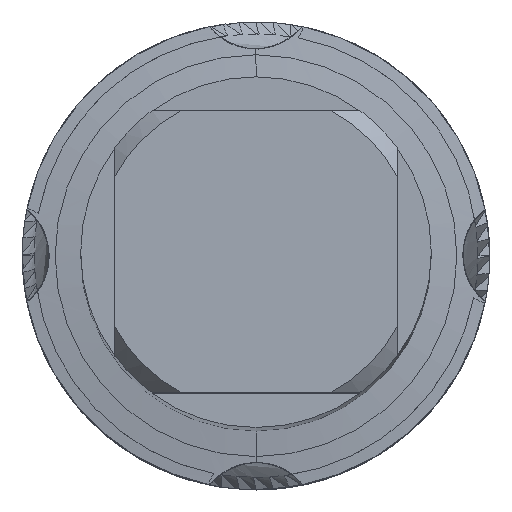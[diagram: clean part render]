
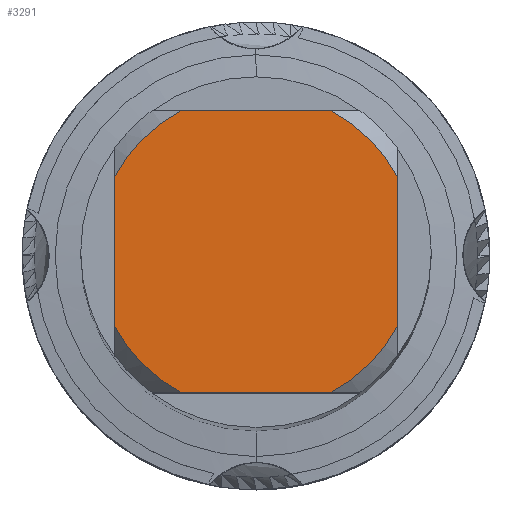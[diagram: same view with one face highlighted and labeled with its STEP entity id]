
A CAD part, top view. The second image highlights one B-rep face of the part: STEP entity #3291.
In plain terms, the highlighted planar face has unit normal (0, 0, 1).
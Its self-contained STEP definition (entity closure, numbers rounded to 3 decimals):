
#3291=ADVANCED_FACE('',(#9245),#9246,.T.);
#3411=EDGE_CURVE('',#5897,#5031,#9377,.T.);
#3503=VERTEX_POINT('',#9475);
#4003=VERTEX_POINT('',#10021);
#4227=EDGE_CURVE('',#4825,#4683,#10263,.T.);
#4683=VERTEX_POINT('',#10751);
#4825=VERTEX_POINT('',#10905);
#5031=VERTEX_POINT('',#11124);
#5277=EDGE_CURVE('',#4003,#5031,#11385,.T.);
#5797=EDGE_CURVE('',#7075,#3503,#11961,.T.);
#5897=VERTEX_POINT('',#12073);
#6033=EDGE_CURVE('',#7075,#8269,#12225,.T.);
#7045=EDGE_CURVE('',#4003,#8269,#13333,.T.);
#7075=VERTEX_POINT('',#13367);
#7295=EDGE_CURVE('',#5897,#4683,#13600,.T.);
#8269=VERTEX_POINT('',#14667);
#8375=EDGE_CURVE('',#4825,#3503,#14784,.T.);
#9245=FACE_OUTER_BOUND('',#16124,.T.);
#9246=PLANE('',#16125);
#9377=CIRCLE('',#16516,8.2);
#9475=CARTESIAN_POINT('',(7.25,3.831,0.0));
#10021=CARTESIAN_POINT('',(-7.25,3.831,0.0));
#10263=CIRCLE('',#19016,8.2);
#10751=CARTESIAN_POINT('',(3.831,-7.25,0.0));
#10905=CARTESIAN_POINT('',(7.25,-3.831,0.0));
#11124=CARTESIAN_POINT('',(-7.25,-3.831,0.0));
#11385=LINE('',#22071,#22072);
#11961=CIRCLE('',#23654,8.2);
#12073=CARTESIAN_POINT('',(-3.831,-7.25,0.0));
#12225=LINE('',#24625,#24626);
#13333=CIRCLE('',#27306,8.2);
#13367=CARTESIAN_POINT('',(3.831,7.25,0.0));
#13600=LINE('',#28016,#28017);
#14667=CARTESIAN_POINT('',(-3.831,7.25,0.0));
#14784=LINE('',#30984,#30985);
#16124=EDGE_LOOP('',(#32721,#32722,#32723,#32724,#32725,#32726,#32727,#32728));
#16125=AXIS2_PLACEMENT_3D('',#32729,#32730,#32731);
#16516=AXIS2_PLACEMENT_3D('',#32867,#32868,#32869);
#19016=AXIS2_PLACEMENT_3D('',#33878,#33879,#33880);
#22071=CARTESIAN_POINT('',(-7.25,2.05,0.0));
#22072=VECTOR('',#35031,1.0);
#23654=AXIS2_PLACEMENT_3D('',#35647,#35648,#35649);
#24625=CARTESIAN_POINT('',(0.0,7.25,0.0));
#24626=VECTOR('',#36125,1.0);
#27306=AXIS2_PLACEMENT_3D('',#37424,#37425,#37426);
#28016=CARTESIAN_POINT('',(0.0,-7.25,0.0));
#28017=VECTOR('',#37652,1.0);
#30984=CARTESIAN_POINT('',(7.25,2.05,0.0));
#30985=VECTOR('',#38840,1.0);
#32721=ORIENTED_EDGE('',*,*,#5277,.T.);
#32722=ORIENTED_EDGE('',*,*,#3411,.F.);
#32723=ORIENTED_EDGE('',*,*,#7295,.T.);
#32724=ORIENTED_EDGE('',*,*,#4227,.F.);
#32725=ORIENTED_EDGE('',*,*,#8375,.T.);
#32726=ORIENTED_EDGE('',*,*,#5797,.F.);
#32727=ORIENTED_EDGE('',*,*,#6033,.T.);
#32728=ORIENTED_EDGE('',*,*,#7045,.F.);
#32729=CARTESIAN_POINT('',(0.0,4.1,0.0));
#32730=DIRECTION('',(-0.0,0.0,1.0));
#32731=DIRECTION('',(0.0,-1.0,0.0));
#32867=CARTESIAN_POINT('',(0.0,0.0,0.0));
#32868=DIRECTION('',(0.0,0.0,-1.0));
#32869=DIRECTION('',(0.0,1.0,0.0));
#33878=CARTESIAN_POINT('',(0.0,0.0,0.0));
#33879=DIRECTION('',(0.0,0.0,-1.0));
#33880=DIRECTION('',(0.0,1.0,0.0));
#35031=DIRECTION('',(-0.0,-1.0,0.0));
#35647=CARTESIAN_POINT('',(0.0,0.0,0.0));
#35648=DIRECTION('',(0.0,0.0,-1.0));
#35649=DIRECTION('',(0.0,1.0,0.0));
#36125=DIRECTION('',(-1.0,0.0,0.0));
#37424=CARTESIAN_POINT('',(0.0,0.0,0.0));
#37425=DIRECTION('',(0.0,0.0,-1.0));
#37426=DIRECTION('',(0.0,1.0,0.0));
#37652=DIRECTION('',(1.0,0.0,0.0));
#38840=DIRECTION('',(-0.0,1.0,0.0));
